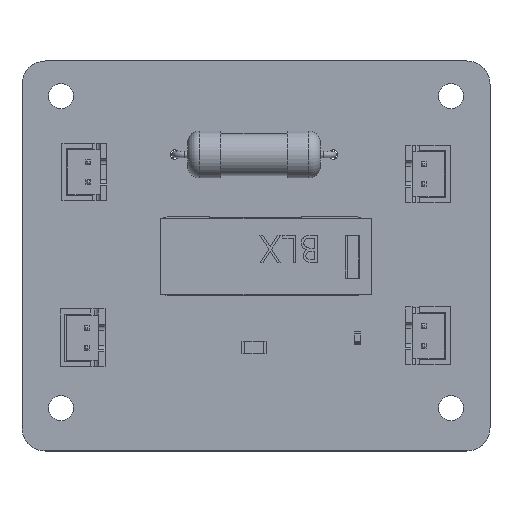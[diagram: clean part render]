
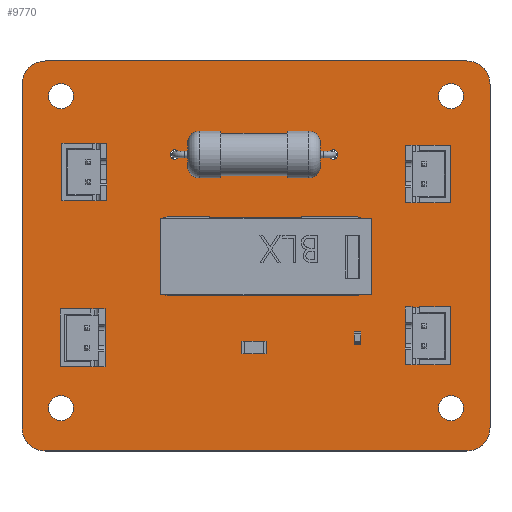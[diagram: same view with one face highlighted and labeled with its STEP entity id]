
A CAD part, top view. The second image highlights one B-rep face of the part: STEP entity #9770.
In plain terms, the highlighted planar face has unit normal (0, 0, 1).
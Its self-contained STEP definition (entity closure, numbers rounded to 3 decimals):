
#9421 = VERTEX_POINT('',#9422);
#9422 = CARTESIAN_POINT('',(157.,-99.5,1.6));
#9428 = EDGE_CURVE('',#9421,#9429,#9431,.T.);
#9429 = VERTEX_POINT('',#9430);
#9430 = CARTESIAN_POINT('',(159.998,-102.332,1.6));
#9431 = CIRCLE('',#9432,2.998);
#9432 = AXIS2_PLACEMENT_3D('',#9433,#9434,#9435);
#9433 = CARTESIAN_POINT('',(157.004,-102.498,1.6));
#9434 = DIRECTION('',(0.,0.,-1.));
#9435 = DIRECTION('',(-0.001,1.,0.));
#9463 = VERTEX_POINT('',#9464);
#9464 = CARTESIAN_POINT('',(103.,-99.5,1.6));
#9470 = EDGE_CURVE('',#9463,#9421,#9471,.T.);
#9471 = LINE('',#9472,#9473);
#9472 = CARTESIAN_POINT('',(103.,-99.5,1.6));
#9473 = VECTOR('',#9474,1.);
#9474 = DIRECTION('',(1.,0.,0.));
#9492 = EDGE_CURVE('',#9429,#9493,#9495,.T.);
#9493 = VERTEX_POINT('',#9494);
#9494 = CARTESIAN_POINT('',(160.,-102.5,1.6));
#9495 = LINE('',#9496,#9497);
#9496 = CARTESIAN_POINT('',(159.998,-102.332,1.6));
#9497 = VECTOR('',#9498,1.);
#9498 = DIRECTION('',(0.014,-1.,0.));
#9770 = ADVANCED_FACE('',(#9771,#9841,#9852,#9863,#9874,#9885,#9896,
    #9907,#9918,#9929,#9940,#9951,#9962,#9973,#9984,#9995,#10006),#10017
  ,.T.);
#9771 = FACE_BOUND('',#9772,.T.);
#9772 = EDGE_LOOP('',(#9773,#9774,#9775,#9784,#9792,#9800,#9809,#9817,
    #9825,#9834,#9840));
#9773 = ORIENTED_EDGE('',*,*,#9428,.F.);
#9774 = ORIENTED_EDGE('',*,*,#9470,.F.);
#9775 = ORIENTED_EDGE('',*,*,#9776,.F.);
#9776 = EDGE_CURVE('',#9777,#9463,#9779,.T.);
#9777 = VERTEX_POINT('',#9778);
#9778 = CARTESIAN_POINT('',(100.,-102.5,1.6));
#9779 = CIRCLE('',#9780,3.);
#9780 = AXIS2_PLACEMENT_3D('',#9781,#9782,#9783);
#9781 = CARTESIAN_POINT('',(103.,-102.5,1.6));
#9782 = DIRECTION('',(0.,0.,-1.));
#9783 = DIRECTION('',(-1.,0.,0.));
#9784 = ORIENTED_EDGE('',*,*,#9785,.F.);
#9785 = EDGE_CURVE('',#9786,#9777,#9788,.T.);
#9786 = VERTEX_POINT('',#9787);
#9787 = CARTESIAN_POINT('',(100.,-146.5,1.6));
#9788 = LINE('',#9789,#9790);
#9789 = CARTESIAN_POINT('',(100.,-146.5,1.6));
#9790 = VECTOR('',#9791,1.);
#9791 = DIRECTION('',(0.,1.,0.));
#9792 = ORIENTED_EDGE('',*,*,#9793,.F.);
#9793 = EDGE_CURVE('',#9794,#9786,#9796,.T.);
#9794 = VERTEX_POINT('',#9795);
#9795 = CARTESIAN_POINT('',(100.002,-146.668,1.6));
#9796 = LINE('',#9797,#9798);
#9797 = CARTESIAN_POINT('',(100.002,-146.668,1.6));
#9798 = VECTOR('',#9799,1.);
#9799 = DIRECTION('',(-0.014,1.,0.));
#9800 = ORIENTED_EDGE('',*,*,#9801,.F.);
#9801 = EDGE_CURVE('',#9802,#9794,#9804,.T.);
#9802 = VERTEX_POINT('',#9803);
#9803 = CARTESIAN_POINT('',(103.,-149.5,1.6));
#9804 = CIRCLE('',#9805,2.998);
#9805 = AXIS2_PLACEMENT_3D('',#9806,#9807,#9808);
#9806 = CARTESIAN_POINT('',(102.996,-146.502,1.6));
#9807 = DIRECTION('',(0.,0.,-1.));
#9808 = DIRECTION('',(0.001,-1.,0.));
#9809 = ORIENTED_EDGE('',*,*,#9810,.F.);
#9810 = EDGE_CURVE('',#9811,#9802,#9813,.T.);
#9811 = VERTEX_POINT('',#9812);
#9812 = CARTESIAN_POINT('',(157.,-149.5,1.6));
#9813 = LINE('',#9814,#9815);
#9814 = CARTESIAN_POINT('',(157.,-149.5,1.6));
#9815 = VECTOR('',#9816,1.);
#9816 = DIRECTION('',(-1.,0.,0.));
#9817 = ORIENTED_EDGE('',*,*,#9818,.F.);
#9818 = EDGE_CURVE('',#9819,#9811,#9821,.T.);
#9819 = VERTEX_POINT('',#9820);
#9820 = CARTESIAN_POINT('',(157.168,-149.498,1.6));
#9821 = LINE('',#9822,#9823);
#9822 = CARTESIAN_POINT('',(157.168,-149.498,1.6));
#9823 = VECTOR('',#9824,1.);
#9824 = DIRECTION('',(-1.,-0.014,0.));
#9825 = ORIENTED_EDGE('',*,*,#9826,.F.);
#9826 = EDGE_CURVE('',#9827,#9819,#9829,.T.);
#9827 = VERTEX_POINT('',#9828);
#9828 = CARTESIAN_POINT('',(160.,-146.5,1.6));
#9829 = CIRCLE('',#9830,2.998);
#9830 = AXIS2_PLACEMENT_3D('',#9831,#9832,#9833);
#9831 = CARTESIAN_POINT('',(157.002,-146.504,1.6));
#9832 = DIRECTION('',(0.,0.,-1.));
#9833 = DIRECTION('',(1.,0.001,0.));
#9834 = ORIENTED_EDGE('',*,*,#9835,.F.);
#9835 = EDGE_CURVE('',#9493,#9827,#9836,.T.);
#9836 = LINE('',#9837,#9838);
#9837 = CARTESIAN_POINT('',(160.,-102.5,1.6));
#9838 = VECTOR('',#9839,1.);
#9839 = DIRECTION('',(0.,-1.,0.));
#9840 = ORIENTED_EDGE('',*,*,#9492,.F.);
#9841 = FACE_BOUND('',#9842,.T.);
#9842 = EDGE_LOOP('',(#9843));
#9843 = ORIENTED_EDGE('',*,*,#9844,.T.);
#9844 = EDGE_CURVE('',#9845,#9845,#9847,.T.);
#9845 = VERTEX_POINT('',#9846);
#9846 = CARTESIAN_POINT('',(105.,-145.6,1.6));
#9847 = CIRCLE('',#9848,1.6);
#9848 = AXIS2_PLACEMENT_3D('',#9849,#9850,#9851);
#9849 = CARTESIAN_POINT('',(105.,-144.,1.6));
#9850 = DIRECTION('',(-0.,0.,-1.));
#9851 = DIRECTION('',(-0.,-1.,0.));
#9852 = FACE_BOUND('',#9853,.T.);
#9853 = EDGE_LOOP('',(#9854));
#9854 = ORIENTED_EDGE('',*,*,#9855,.T.);
#9855 = EDGE_CURVE('',#9856,#9856,#9858,.T.);
#9856 = VERTEX_POINT('',#9857);
#9857 = CARTESIAN_POINT('',(108.298,-136.75,1.6));
#9858 = CIRCLE('',#9859,0.5);
#9859 = AXIS2_PLACEMENT_3D('',#9860,#9861,#9862);
#9860 = CARTESIAN_POINT('',(108.298,-136.25,1.6));
#9861 = DIRECTION('',(-0.,0.,-1.));
#9862 = DIRECTION('',(-0.,-1.,0.));
#9863 = FACE_BOUND('',#9864,.T.);
#9864 = EDGE_LOOP('',(#9865));
#9865 = ORIENTED_EDGE('',*,*,#9866,.T.);
#9866 = EDGE_CURVE('',#9867,#9867,#9869,.T.);
#9867 = VERTEX_POINT('',#9868);
#9868 = CARTESIAN_POINT('',(108.298,-134.25,1.6));
#9869 = CIRCLE('',#9870,0.5);
#9870 = AXIS2_PLACEMENT_3D('',#9871,#9872,#9873);
#9871 = CARTESIAN_POINT('',(108.298,-133.75,1.6));
#9872 = DIRECTION('',(-0.,0.,-1.));
#9873 = DIRECTION('',(-0.,-1.,0.));
#9874 = FACE_BOUND('',#9875,.T.);
#9875 = EDGE_LOOP('',(#9876));
#9876 = ORIENTED_EDGE('',*,*,#9877,.T.);
#9877 = EDGE_CURVE('',#9878,#9878,#9880,.T.);
#9878 = VERTEX_POINT('',#9879);
#9879 = CARTESIAN_POINT('',(118.75,-125.25,1.6));
#9880 = CIRCLE('',#9881,0.75);
#9881 = AXIS2_PLACEMENT_3D('',#9882,#9883,#9884);
#9882 = CARTESIAN_POINT('',(118.75,-124.5,1.6));
#9883 = DIRECTION('',(-0.,0.,-1.));
#9884 = DIRECTION('',(-0.,-1.,0.));
#9885 = FACE_BOUND('',#9886,.T.);
#9886 = EDGE_LOOP('',(#9887));
#9887 = ORIENTED_EDGE('',*,*,#9888,.T.);
#9888 = EDGE_CURVE('',#9889,#9889,#9891,.T.);
#9889 = VERTEX_POINT('',#9890);
#9890 = CARTESIAN_POINT('',(155.,-145.6,1.6));
#9891 = CIRCLE('',#9892,1.6);
#9892 = AXIS2_PLACEMENT_3D('',#9893,#9894,#9895);
#9893 = CARTESIAN_POINT('',(155.,-144.,1.6));
#9894 = DIRECTION('',(-0.,0.,-1.));
#9895 = DIRECTION('',(-0.,-1.,0.));
#9896 = FACE_BOUND('',#9897,.T.);
#9897 = EDGE_LOOP('',(#9898));
#9898 = ORIENTED_EDGE('',*,*,#9899,.T.);
#9899 = EDGE_CURVE('',#9900,#9900,#9902,.T.);
#9900 = VERTEX_POINT('',#9901);
#9901 = CARTESIAN_POINT('',(151.5,-136.5,1.6));
#9902 = CIRCLE('',#9903,0.5);
#9903 = AXIS2_PLACEMENT_3D('',#9904,#9905,#9906);
#9904 = CARTESIAN_POINT('',(151.5,-136.,1.6));
#9905 = DIRECTION('',(-0.,0.,-1.));
#9906 = DIRECTION('',(-0.,-1.,0.));
#9907 = FACE_BOUND('',#9908,.T.);
#9908 = EDGE_LOOP('',(#9909));
#9909 = ORIENTED_EDGE('',*,*,#9910,.T.);
#9910 = EDGE_CURVE('',#9911,#9911,#9913,.T.);
#9911 = VERTEX_POINT('',#9912);
#9912 = CARTESIAN_POINT('',(141.25,-125.25,1.6));
#9913 = CIRCLE('',#9914,0.75);
#9914 = AXIS2_PLACEMENT_3D('',#9915,#9916,#9917);
#9915 = CARTESIAN_POINT('',(141.25,-124.5,1.6));
#9916 = DIRECTION('',(-0.,0.,-1.));
#9917 = DIRECTION('',(-0.,-1.,0.));
#9918 = FACE_BOUND('',#9919,.T.);
#9919 = EDGE_LOOP('',(#9920));
#9920 = ORIENTED_EDGE('',*,*,#9921,.T.);
#9921 = EDGE_CURVE('',#9922,#9922,#9924,.T.);
#9922 = VERTEX_POINT('',#9923);
#9923 = CARTESIAN_POINT('',(151.5,-134.,1.6));
#9924 = CIRCLE('',#9925,0.5);
#9925 = AXIS2_PLACEMENT_3D('',#9926,#9927,#9928);
#9926 = CARTESIAN_POINT('',(151.5,-133.5,1.6));
#9927 = DIRECTION('',(-0.,0.,-1.));
#9928 = DIRECTION('',(-0.,-1.,0.));
#9929 = FACE_BOUND('',#9930,.T.);
#9930 = EDGE_LOOP('',(#9931));
#9931 = ORIENTED_EDGE('',*,*,#9932,.T.);
#9932 = EDGE_CURVE('',#9933,#9933,#9935,.T.);
#9933 = VERTEX_POINT('',#9934);
#9934 = CARTESIAN_POINT('',(108.525,-115.5,1.6));
#9935 = CIRCLE('',#9936,0.5);
#9936 = AXIS2_PLACEMENT_3D('',#9937,#9938,#9939);
#9937 = CARTESIAN_POINT('',(108.525,-115.,1.6));
#9938 = DIRECTION('',(-0.,0.,-1.));
#9939 = DIRECTION('',(-0.,-1.,0.));
#9940 = FACE_BOUND('',#9941,.T.);
#9941 = EDGE_LOOP('',(#9942));
#9942 = ORIENTED_EDGE('',*,*,#9943,.T.);
#9943 = EDGE_CURVE('',#9944,#9944,#9946,.T.);
#9944 = VERTEX_POINT('',#9945);
#9945 = CARTESIAN_POINT('',(108.525,-113.,1.6));
#9946 = CIRCLE('',#9947,0.5);
#9947 = AXIS2_PLACEMENT_3D('',#9948,#9949,#9950);
#9948 = CARTESIAN_POINT('',(108.525,-112.5,1.6));
#9949 = DIRECTION('',(-0.,0.,-1.));
#9950 = DIRECTION('',(-0.,-1.,0.));
#9951 = FACE_BOUND('',#9952,.T.);
#9952 = EDGE_LOOP('',(#9953));
#9953 = ORIENTED_EDGE('',*,*,#9954,.T.);
#9954 = EDGE_CURVE('',#9955,#9955,#9957,.T.);
#9955 = VERTEX_POINT('',#9956);
#9956 = CARTESIAN_POINT('',(105.,-105.6,1.6));
#9957 = CIRCLE('',#9958,1.6);
#9958 = AXIS2_PLACEMENT_3D('',#9959,#9960,#9961);
#9959 = CARTESIAN_POINT('',(105.,-104.,1.6));
#9960 = DIRECTION('',(-0.,0.,-1.));
#9961 = DIRECTION('',(-0.,-1.,0.));
#9962 = FACE_BOUND('',#9963,.T.);
#9963 = EDGE_LOOP('',(#9964));
#9964 = ORIENTED_EDGE('',*,*,#9965,.T.);
#9965 = EDGE_CURVE('',#9966,#9966,#9968,.T.);
#9966 = VERTEX_POINT('',#9967);
#9967 = CARTESIAN_POINT('',(119.59,-112.1,1.6));
#9968 = CIRCLE('',#9969,0.6);
#9969 = AXIS2_PLACEMENT_3D('',#9970,#9971,#9972);
#9970 = CARTESIAN_POINT('',(119.59,-111.5,1.6));
#9971 = DIRECTION('',(-0.,0.,-1.));
#9972 = DIRECTION('',(-0.,-1.,0.));
#9973 = FACE_BOUND('',#9974,.T.);
#9974 = EDGE_LOOP('',(#9975));
#9975 = ORIENTED_EDGE('',*,*,#9976,.T.);
#9976 = EDGE_CURVE('',#9977,#9977,#9979,.T.);
#9977 = VERTEX_POINT('',#9978);
#9978 = CARTESIAN_POINT('',(151.5,-115.75,1.6));
#9979 = CIRCLE('',#9980,0.5);
#9980 = AXIS2_PLACEMENT_3D('',#9981,#9982,#9983);
#9981 = CARTESIAN_POINT('',(151.5,-115.25,1.6));
#9982 = DIRECTION('',(-0.,0.,-1.));
#9983 = DIRECTION('',(-0.,-1.,0.));
#9984 = FACE_BOUND('',#9985,.T.);
#9985 = EDGE_LOOP('',(#9986));
#9986 = ORIENTED_EDGE('',*,*,#9987,.T.);
#9987 = EDGE_CURVE('',#9988,#9988,#9990,.T.);
#9988 = VERTEX_POINT('',#9989);
#9989 = CARTESIAN_POINT('',(139.91,-112.1,1.6));
#9990 = CIRCLE('',#9991,0.6);
#9991 = AXIS2_PLACEMENT_3D('',#9992,#9993,#9994);
#9992 = CARTESIAN_POINT('',(139.91,-111.5,1.6));
#9993 = DIRECTION('',(-0.,0.,-1.));
#9994 = DIRECTION('',(-0.,-1.,0.));
#9995 = FACE_BOUND('',#9996,.T.);
#9996 = EDGE_LOOP('',(#9997));
#9997 = ORIENTED_EDGE('',*,*,#9998,.T.);
#9998 = EDGE_CURVE('',#9999,#9999,#10001,.T.);
#9999 = VERTEX_POINT('',#10000);
#10000 = CARTESIAN_POINT('',(151.5,-113.25,1.6));
#10001 = CIRCLE('',#10002,0.5);
#10002 = AXIS2_PLACEMENT_3D('',#10003,#10004,#10005);
#10003 = CARTESIAN_POINT('',(151.5,-112.75,1.6));
#10004 = DIRECTION('',(-0.,0.,-1.));
#10005 = DIRECTION('',(-0.,-1.,0.));
#10006 = FACE_BOUND('',#10007,.T.);
#10007 = EDGE_LOOP('',(#10008));
#10008 = ORIENTED_EDGE('',*,*,#10009,.T.);
#10009 = EDGE_CURVE('',#10010,#10010,#10012,.T.);
#10010 = VERTEX_POINT('',#10011);
#10011 = CARTESIAN_POINT('',(155.,-105.6,1.6));
#10012 = CIRCLE('',#10013,1.6);
#10013 = AXIS2_PLACEMENT_3D('',#10014,#10015,#10016);
#10014 = CARTESIAN_POINT('',(155.,-104.,1.6));
#10015 = DIRECTION('',(-0.,0.,-1.));
#10016 = DIRECTION('',(-0.,-1.,0.));
#10017 = PLANE('',#10018);
#10018 = AXIS2_PLACEMENT_3D('',#10019,#10020,#10021);
#10019 = CARTESIAN_POINT('',(0.,0.,1.6));
#10020 = DIRECTION('',(0.,0.,1.));
#10021 = DIRECTION('',(1.,0.,-0.));
